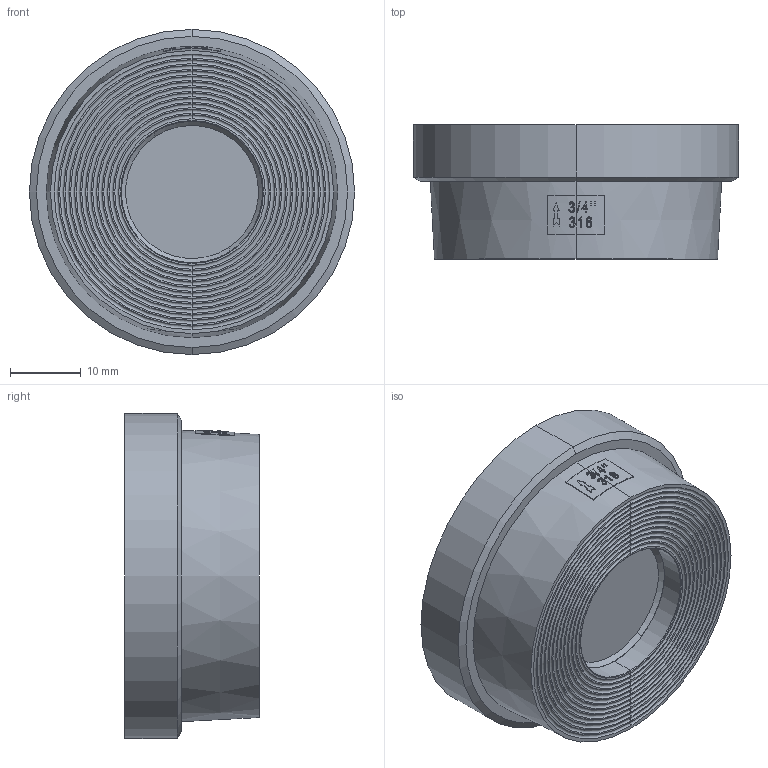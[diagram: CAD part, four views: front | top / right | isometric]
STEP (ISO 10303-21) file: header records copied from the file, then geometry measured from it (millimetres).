
FILE_DESCRIPTION (( 'STEP AP203' ), '1' );
FILE_NAME ('MV-53 DN20-000.STEP', '2021-10-09T06:09:17', ( '' ), ( '' ), 'SwSTEP 2.0', 'SolidWorks 2012', '' );
FILE_SCHEMA (( 'CONFIG_CONTROL_DESIGN' ));
Length unit declared in the file: millimetre
Products named in the file (5): MV-53  DN20-000; DN20   SPRING COVER; DN20  SPRING; DN20   DISC; DN20   BODY
Assembly tree (4 placements, depth 2):
  MV-53  DN20-000
    DN20   DISC
    DN20   BODY
    DN20   SPRING COVER
    DN20  SPRING
Bounding box: 46 x 19 x 46 mm (x, y, z)
Volume: 14485.4 mm3; surface area: 10923.7 mm2
Topology: 4 solids, 4 shells, 287 faces, 714 edges, 470 vertices
Faces by surface type: plane 117, bspline 52, torus 50, cylinder 47, cone 21
Entity records: 13555 total; most frequent: CARTESIAN_POINT 6469, ORIENTED_EDGE 1428, DIRECTION 1318, EDGE_CURVE 714, AXIS2_PLACEMENT_3D 563, VERTEX_POINT 470, EDGE_LOOP 326, CIRCLE 321
